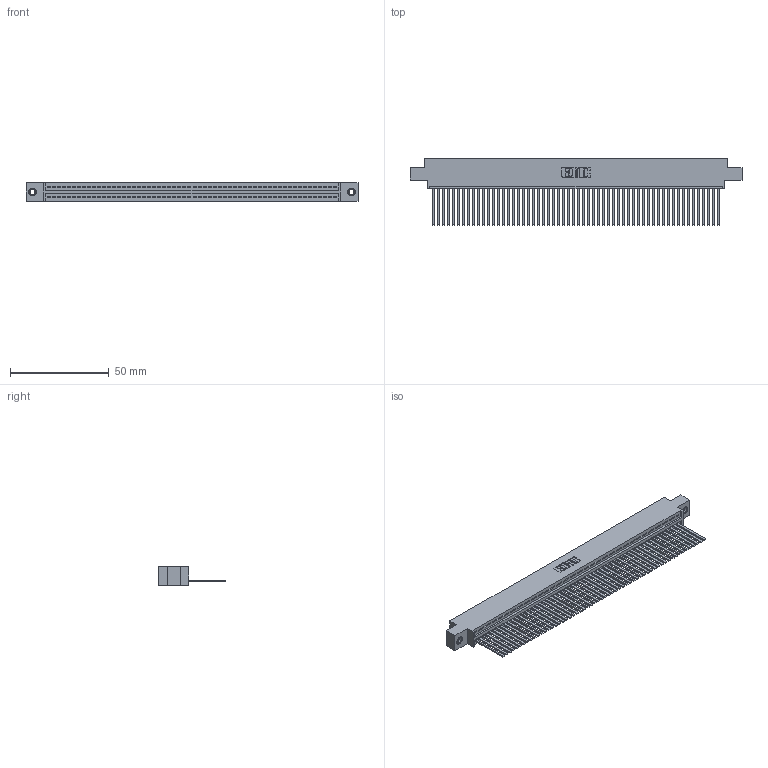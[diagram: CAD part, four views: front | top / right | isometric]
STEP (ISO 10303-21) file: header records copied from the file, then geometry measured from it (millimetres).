
FILE_DESCRIPTION (( 'STEP AP203' ), '1' );
FILE_NAME ('395-058-544-607.STEP', '2019-10-24T06:33:29', ( '' ), ( '' ), 'SwSTEP 2.0', 'SolidWorks 2016', '' );
FILE_SCHEMA (( 'CONFIG_CONTROL_DESIGN' ));
Length unit declared in the file: inch
Products named in the file (4): 345-292-001_345-293-144; 345 Part_0.170 Offset - 0.156 Dia-TI; 395-058-544-607; 345-250-001_345-250-005-103
Assembly tree (61 placements, depth 2):
  395-058-544-607
    345 Part_0.170 Offset - 0.156 Dia-TI
    345-292-001_345-293-144  x58
    345-250-001_345-250-005-103  x2
Bounding box: 168.53 x 33.96 x 9.4 mm (x, y, z)
Volume: 16682.9 mm3; surface area: 24563.2 mm2
Topology: 61 solids, 61 shells, 3206 faces, 9653 edges, 6350 vertices
Faces by surface type: plane 2204, cylinder 986, cone 12, torus 4
Entity records: 42632 total; most frequent: CARTESIAN_POINT 7365, ORIENTED_EDGE 7350, DIRECTION 6433, EDGE_CURVE 3675, VECTOR 3295, LINE 3295, VERTEX_POINT 2444, AXIS2_PLACEMENT_3D 1569
